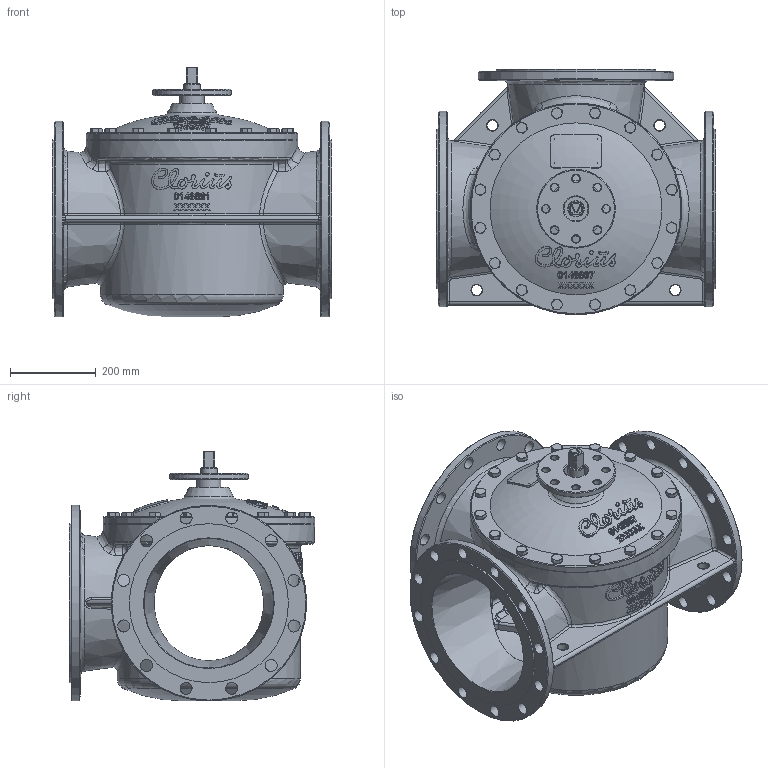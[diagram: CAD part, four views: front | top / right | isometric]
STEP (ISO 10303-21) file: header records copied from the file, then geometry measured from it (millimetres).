
FILE_DESCRIPTION (( 'STEP AP214' ), '1' );
FILE_NAME ('DN300G3FM-TR&L&M.STEP', '2016-06-28T11:33:52', ( 'GFR' ), ( '' ), 'SwSTEP 2.0', 'SolidWorks 2014', '' );
FILE_SCHEMA (( 'AUTOMOTIVE_DESIGN' ));
Length unit declared in the file: millimetre
Products named in the file (1): DN300G3FM-TR&L&M
Bounding box: 649 x 570.5 x 581.44 mm (x, y, z)
Surface area: 2978593.6 mm2 (no closed solid volume)
Topology: 0 solids, 40 shells, 1280 faces, 4122 edges, 2773 vertices
Faces by surface type: bspline 598, plane 356, cylinder 161, cone 122, torus 43
Full cylindrical faces by diameter (mm): 18 x8, 24 x16, 25 x4, 28 x36, 38 x1, 56 x1, 183 x1, 370 x3, 400 x1, 403 x1, 426 x1, 455 x3, 492 x2
Entity records: 95498 total; most frequent: CARTESIAN_POINT 52670, ORIENTED_EDGE 6711, EDGE_CURVE 3888, DIRECTION 3614, VERTEX_POINT 2679, B_SPLINE_CURVE_WITH_KNOTS 2121, EDGE_LOOP 1618, FACE_OUTER_BOUND 1381
